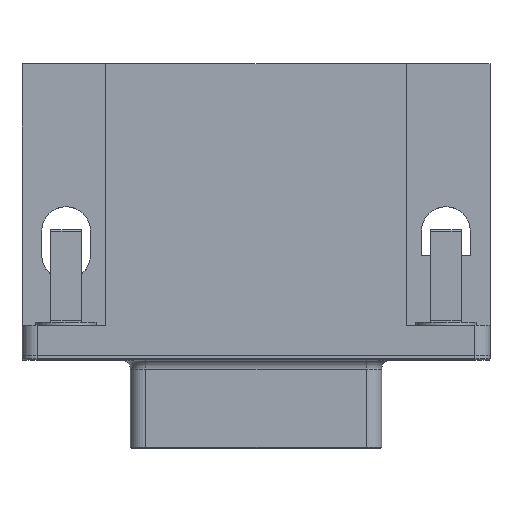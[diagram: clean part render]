
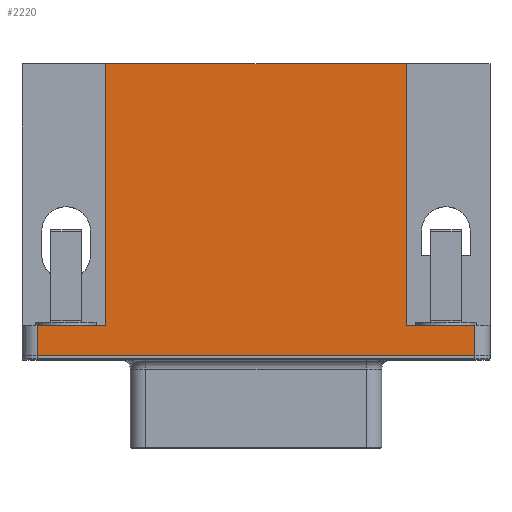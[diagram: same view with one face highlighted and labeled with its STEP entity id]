
A CAD part, top view. The second image highlights one B-rep face of the part: STEP entity #2220.
In plain terms, the highlighted planar face has unit normal (0, 0, 1).
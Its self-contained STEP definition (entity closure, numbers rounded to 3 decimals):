
#1979 = VERTEX_POINT('',#1980);
#1980 = CARTESIAN_POINT('',(-8.86,-17.4,12.5));
#1986 = EDGE_CURVE('',#1987,#1979,#1989,.T.);
#1987 = VERTEX_POINT('',#1988);
#1988 = CARTESIAN_POINT('',(19.94,-17.4,12.5));
#1989 = LINE('',#1990,#1991);
#1990 = CARTESIAN_POINT('',(19.94,-17.4,12.5));
#1991 = VECTOR('',#1992,1.);
#1992 = DIRECTION('',(-1.,0.,0.));
#2220 = ADVANCED_FACE('',(#2221),#2278,.T.);
#2221 = FACE_BOUND('',#2222,.T.);
#2222 = EDGE_LOOP('',(#2223,#2224,#2232,#2240,#2248,#2256,#2264,#2272));
#2223 = ORIENTED_EDGE('',*,*,#1986,.F.);
#2224 = ORIENTED_EDGE('',*,*,#2225,.T.);
#2225 = EDGE_CURVE('',#1987,#2226,#2228,.T.);
#2226 = VERTEX_POINT('',#2227);
#2227 = CARTESIAN_POINT('',(19.94,-15.4,12.5));
#2228 = LINE('',#2229,#2230);
#2229 = CARTESIAN_POINT('',(19.94,-17.4,12.5));
#2230 = VECTOR('',#2231,1.);
#2231 = DIRECTION('',(-0.,1.,0.));
#2232 = ORIENTED_EDGE('',*,*,#2233,.F.);
#2233 = EDGE_CURVE('',#2234,#2226,#2236,.T.);
#2234 = VERTEX_POINT('',#2235);
#2235 = CARTESIAN_POINT('',(15.44,-15.4,12.5));
#2236 = LINE('',#2237,#2238);
#2237 = CARTESIAN_POINT('',(19.94,-15.4,12.5));
#2238 = VECTOR('',#2239,1.);
#2239 = DIRECTION('',(1.,0.,0.));
#2240 = ORIENTED_EDGE('',*,*,#2241,.F.);
#2241 = EDGE_CURVE('',#2242,#2234,#2244,.T.);
#2242 = VERTEX_POINT('',#2243);
#2243 = CARTESIAN_POINT('',(15.44,1.8,12.5));
#2244 = LINE('',#2245,#2246);
#2245 = CARTESIAN_POINT('',(15.44,-16.4,12.5));
#2246 = VECTOR('',#2247,1.);
#2247 = DIRECTION('',(0.,-1.,0.));
#2248 = ORIENTED_EDGE('',*,*,#2249,.T.);
#2249 = EDGE_CURVE('',#2242,#2250,#2252,.T.);
#2250 = VERTEX_POINT('',#2251);
#2251 = CARTESIAN_POINT('',(-4.36,1.8,12.5));
#2252 = LINE('',#2253,#2254);
#2253 = CARTESIAN_POINT('',(20.94,1.8,12.5));
#2254 = VECTOR('',#2255,1.);
#2255 = DIRECTION('',(-1.,0.,0.));
#2256 = ORIENTED_EDGE('',*,*,#2257,.F.);
#2257 = EDGE_CURVE('',#2258,#2250,#2260,.T.);
#2258 = VERTEX_POINT('',#2259);
#2259 = CARTESIAN_POINT('',(-4.36,-15.4,12.5));
#2260 = LINE('',#2261,#2262);
#2261 = CARTESIAN_POINT('',(-4.36,-16.4,12.5));
#2262 = VECTOR('',#2263,1.);
#2263 = DIRECTION('',(0.,1.,0.));
#2264 = ORIENTED_EDGE('',*,*,#2265,.F.);
#2265 = EDGE_CURVE('',#2266,#2258,#2268,.T.);
#2266 = VERTEX_POINT('',#2267);
#2267 = CARTESIAN_POINT('',(-8.86,-15.4,12.5));
#2268 = LINE('',#2269,#2270);
#2269 = CARTESIAN_POINT('',(6.54,-15.4,12.5));
#2270 = VECTOR('',#2271,1.);
#2271 = DIRECTION('',(1.,0.,0.));
#2272 = ORIENTED_EDGE('',*,*,#2273,.F.);
#2273 = EDGE_CURVE('',#1979,#2266,#2274,.T.);
#2274 = LINE('',#2275,#2276);
#2275 = CARTESIAN_POINT('',(-8.86,-17.4,12.5));
#2276 = VECTOR('',#2277,1.);
#2277 = DIRECTION('',(-0.,1.,0.));
#2278 = PLANE('',#2279);
#2279 = AXIS2_PLACEMENT_3D('',#2280,#2281,#2282);
#2280 = CARTESIAN_POINT('',(20.94,-17.4,12.5));
#2281 = DIRECTION('',(0.,0.,1.));
#2282 = DIRECTION('',(-1.,0.,0.));
